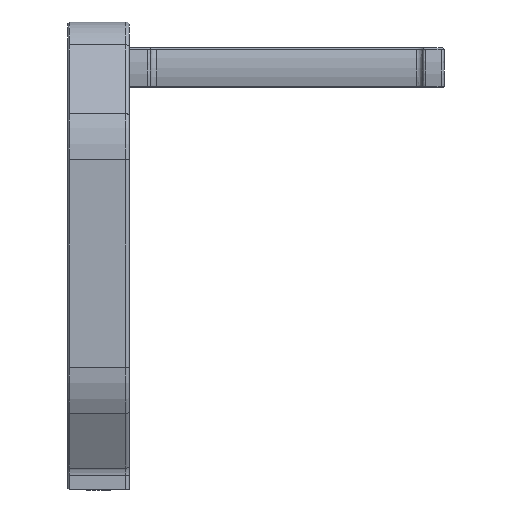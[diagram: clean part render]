
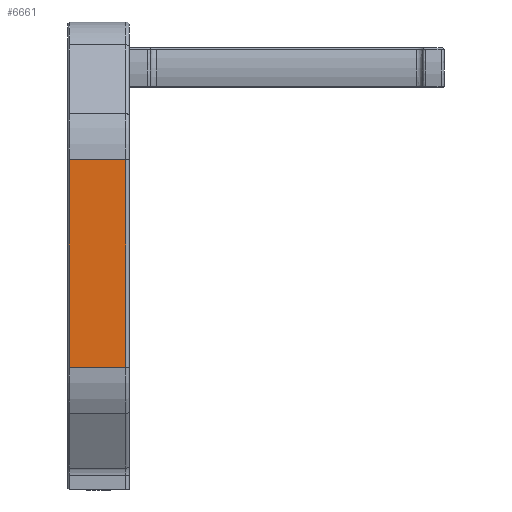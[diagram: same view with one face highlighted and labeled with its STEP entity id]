
A CAD part, front view. The second image highlights one B-rep face of the part: STEP entity #6661.
In plain terms, the highlighted planar face has unit normal (0, -1, 0).
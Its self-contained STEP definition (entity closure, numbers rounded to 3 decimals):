
#360=PLANE('',#7179);
#569=FACE_OUTER_BOUND('',#1002,.T.);
#1002=EDGE_LOOP('',(#4824,#4825,#4826,#4827));
#1500=LINE('',#10145,#2097);
#1501=LINE('',#10149,#2098);
#1502=LINE('',#10151,#2099);
#1503=LINE('',#10152,#2100);
#2097=VECTOR('',#8137,10.);
#2098=VECTOR('',#8142,10.);
#2099=VECTOR('',#8143,10.);
#2100=VECTOR('',#8144,10.);
#3021=VERTEX_POINT('',#10142);
#3022=VERTEX_POINT('',#10144);
#3023=VERTEX_POINT('',#10148);
#3024=VERTEX_POINT('',#10150);
#3682=EDGE_CURVE('',#3021,#3022,#1500,.T.);
#3684=EDGE_CURVE('',#3023,#3021,#1501,.T.);
#3685=EDGE_CURVE('',#3024,#3023,#1502,.T.);
#3686=EDGE_CURVE('',#3022,#3024,#1503,.T.);
#4824=ORIENTED_EDGE('',*,*,#3684,.F.);
#4825=ORIENTED_EDGE('',*,*,#3685,.F.);
#4826=ORIENTED_EDGE('',*,*,#3686,.F.);
#4827=ORIENTED_EDGE('',*,*,#3682,.F.);
#6661=ADVANCED_FACE('',(#569),#360,.T.);
#7179=AXIS2_PLACEMENT_3D('',#10147,#8140,#8141);
#8137=DIRECTION('',(-1.,0.,0.));
#8140=DIRECTION('center_axis',(0.,-1.,0.));
#8141=DIRECTION('ref_axis',(0.,0.,-1.));
#8142=DIRECTION('',(0.,0.,-1.));
#8143=DIRECTION('',(1.,0.,0.));
#8144=DIRECTION('',(0.,0.,1.));
#10142=CARTESIAN_POINT('',(6.,-9.,-92.657));
#10144=CARTESIAN_POINT('',(-12.6,-9.,-92.657));
#10145=CARTESIAN_POINT('',(-13.,-9.,-92.657));
#10147=CARTESIAN_POINT('Origin',(-13.,-9.,-16.662));
#10148=CARTESIAN_POINT('',(6.,-9.,-24.7));
#10149=CARTESIAN_POINT('',(6.,-9.,-36.431));
#10150=CARTESIAN_POINT('',(-12.6,-9.,-24.7));
#10151=CARTESIAN_POINT('',(-13.,-9.,-24.7));
#10152=CARTESIAN_POINT('',(-12.6,-9.,-74.681));
